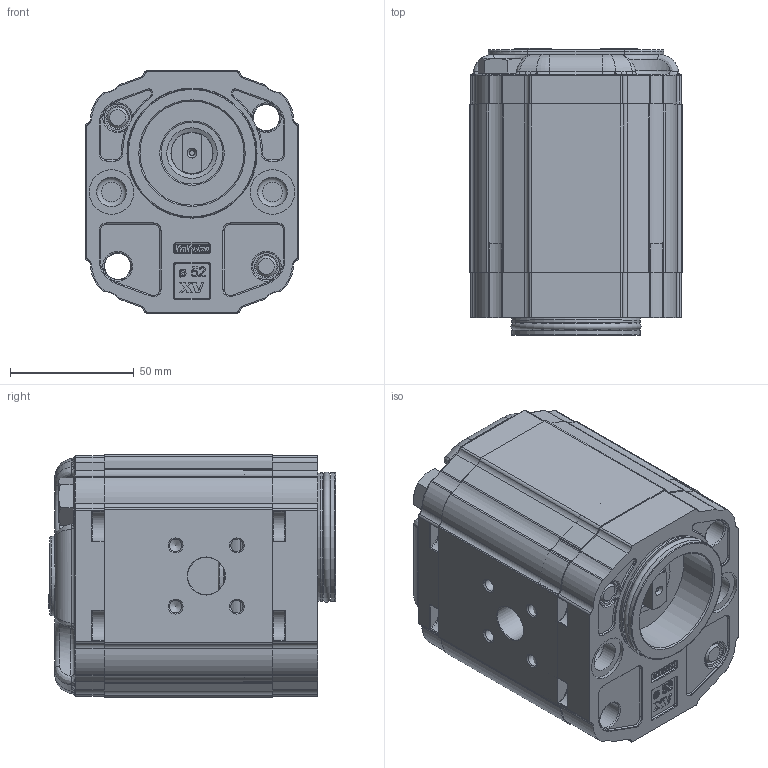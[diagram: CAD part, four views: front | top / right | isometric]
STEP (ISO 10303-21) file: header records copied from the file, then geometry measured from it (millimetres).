
FILE_DESCRIPTION( ( 'Unknown' ), '1' );
FILE_NAME( 'X2M5119CRRF.stp', 'Unknown', ( 'Unknown' ), ( 'Unknown' ), 'PSStep 14.0', 'Unknown', ' ' );
FILE_SCHEMA( ( 'AUTOMOTIVE_DESIGN { 1 0 10303 214 1 1 1 1 }' ) );
Length unit declared in the file: millimetre
Products named in the file (5): Assem1; X2M19; 2C; X2RRH68; XM216-F
Bounding box: 86 x 115.9 x 98 mm (x, y, z)
Surface area: 205789.5 mm2
Topology: 8 solids, 10 shells, 3390 faces, 8812 edges, 5704 vertices
Faces by surface type: plane 1710, cylinder 836, extrusion 390, torus 244, bspline 126, cone 84
Full cylindrical faces by diameter (mm): 2 x2, 5 x16, 10.5 x12, 11 x8, 12 x4, 15 x4, 16 x4, 16.8 x2, 17.42 x2, 18 x4, 23 x2, 25 x2, 42 x2, 47.8 x4, 52 x4
Entity records: 71450 total; most frequent: CARTESIAN_POINT 16866, ORIENTED_EDGE 8576, DIRECTION 8111, EDGE_CURVE 4288, VECTOR 2859, VERTEX_POINT 2822, LINE 2664, AXIS2_PLACEMENT_3D 2626
